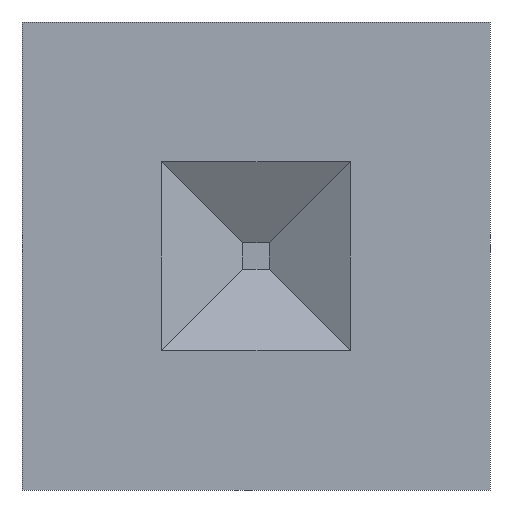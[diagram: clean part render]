
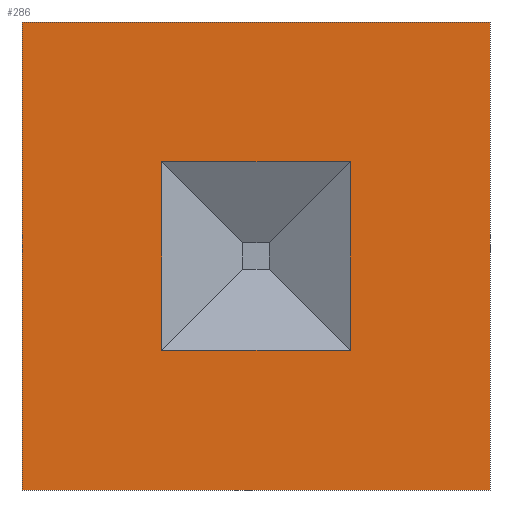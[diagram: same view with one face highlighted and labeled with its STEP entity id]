
A CAD part, front view. The second image highlights one B-rep face of the part: STEP entity #286.
In plain terms, the highlighted planar face has unit normal (0, -1, 0).
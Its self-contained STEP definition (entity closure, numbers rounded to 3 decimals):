
#16=FACE_BOUND('',#50,.T.);
#32=FACE_OUTER_BOUND('',#49,.T.);
#49=EDGE_LOOP('',(#247,#248,#249,#250));
#50=EDGE_LOOP('',(#251,#252,#253,#254));
#53=LINE('',#395,#89);
#56=LINE('',#401,#92);
#59=LINE('',#407,#95);
#62=LINE('',#411,#98);
#75=LINE('',#441,#111);
#79=LINE('',#449,#115);
#82=LINE('',#455,#118);
#85=LINE('',#460,#121);
#89=VECTOR('',#323,10.);
#92=VECTOR('',#328,10.);
#95=VECTOR('',#333,10.);
#98=VECTOR('',#338,10.);
#111=VECTOR('',#365,10.);
#115=VECTOR('',#371,10.);
#118=VECTOR('',#376,10.);
#121=VECTOR('',#381,10.);
#125=VERTEX_POINT('',#392);
#126=VERTEX_POINT('',#394);
#128=VERTEX_POINT('',#400);
#130=VERTEX_POINT('',#406);
#139=VERTEX_POINT('',#439);
#140=VERTEX_POINT('',#440);
#143=VERTEX_POINT('',#448);
#145=VERTEX_POINT('',#454);
#149=EDGE_CURVE('',#126,#125,#53,.T.);
#152=EDGE_CURVE('',#128,#126,#56,.T.);
#155=EDGE_CURVE('',#130,#128,#59,.T.);
#158=EDGE_CURVE('',#125,#130,#62,.T.);
#171=EDGE_CURVE('',#139,#140,#75,.T.);
#175=EDGE_CURVE('',#143,#139,#79,.T.);
#178=EDGE_CURVE('',#145,#143,#82,.T.);
#181=EDGE_CURVE('',#140,#145,#85,.T.);
#247=ORIENTED_EDGE('',*,*,#181,.F.);
#248=ORIENTED_EDGE('',*,*,#171,.F.);
#249=ORIENTED_EDGE('',*,*,#175,.F.);
#250=ORIENTED_EDGE('',*,*,#178,.F.);
#251=ORIENTED_EDGE('',*,*,#149,.T.);
#252=ORIENTED_EDGE('',*,*,#158,.T.);
#253=ORIENTED_EDGE('',*,*,#155,.T.);
#254=ORIENTED_EDGE('',*,*,#152,.T.);
#270=PLANE('',#316);
#286=ADVANCED_FACE('',(#32,#16),#270,.F.);
#316=AXIS2_PLACEMENT_3D('',#463,#385,#386);
#323=DIRECTION('',(0.,0.,-1.));
#328=DIRECTION('',(1.,0.,0.));
#333=DIRECTION('',(0.,0.,1.));
#338=DIRECTION('',(-1.,0.,0.));
#365=DIRECTION('',(-1.,0.,0.));
#371=DIRECTION('',(0.,0.,-1.));
#376=DIRECTION('',(1.,0.,0.));
#381=DIRECTION('',(0.,0.,1.));
#385=DIRECTION('center_axis',(0.,1.,0.));
#386=DIRECTION('ref_axis',(-1.,0.,0.));
#392=CARTESIAN_POINT('',(4.025,3.4,-4.025));
#394=CARTESIAN_POINT('',(4.025,3.4,4.025));
#395=CARTESIAN_POINT('',(4.025,3.4,-2.012));
#400=CARTESIAN_POINT('',(-4.025,3.4,4.025));
#401=CARTESIAN_POINT('',(2.012,3.4,4.025));
#406=CARTESIAN_POINT('',(-4.025,3.4,-4.025));
#407=CARTESIAN_POINT('',(-4.025,3.4,2.013));
#411=CARTESIAN_POINT('',(-2.013,3.4,-4.025));
#439=CARTESIAN_POINT('',(10.,3.4,-10.));
#440=CARTESIAN_POINT('',(-10.,3.4,-10.));
#441=CARTESIAN_POINT('',(10.,3.4,-10.));
#448=CARTESIAN_POINT('',(10.,3.4,10.));
#449=CARTESIAN_POINT('',(10.,3.4,10.));
#454=CARTESIAN_POINT('',(-10.,3.4,10.));
#455=CARTESIAN_POINT('',(-10.,3.4,10.));
#460=CARTESIAN_POINT('',(-10.,3.4,-10.));
#463=CARTESIAN_POINT('Origin',(0.,3.4,0.));
